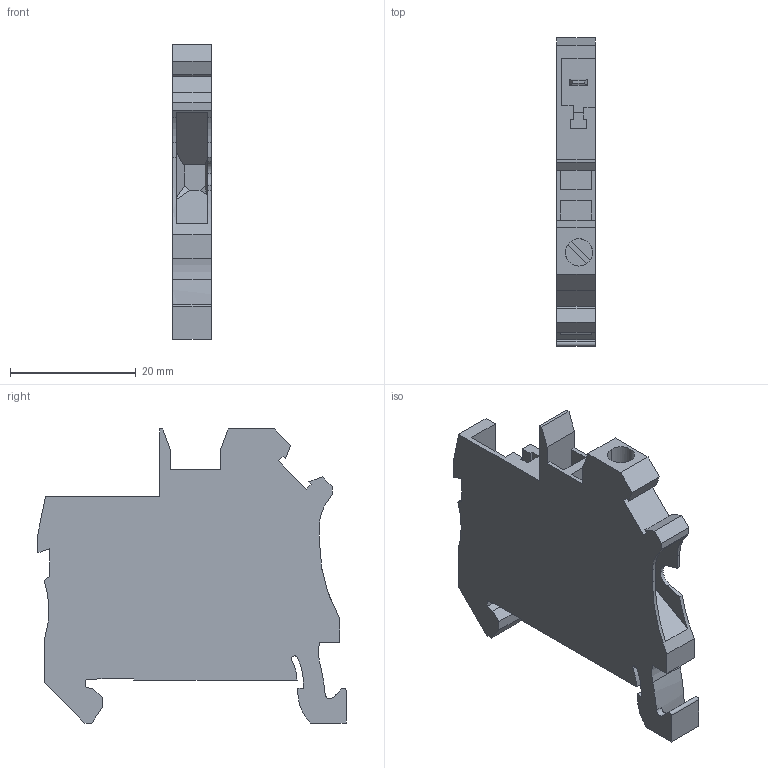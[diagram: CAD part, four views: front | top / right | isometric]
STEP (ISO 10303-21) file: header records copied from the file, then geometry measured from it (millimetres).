
FILE_DESCRIPTION(('Creo Elements/Direct Modeling STEP Export'),'2;1');
FILE_NAME('model.stp','2019-01-25T14:07:34',(''),(''),'Creo Elements/Direct Modeling STEP processor for AP214 (Solid Model)','Creo Elements/Direct Modeling 18.1I 14-Aug-2016 (C) Parametric Technology GmbH','');
FILE_SCHEMA(('AUTOMOTIVE_DESIGN { 1 0 10303 214 1 1 1 1 }'));
Length unit declared in the file: millimetre
Products named in the file (2): UT_4_1P-select
Assembly tree (1 placements, depth 2):
  UT_4_1P-select
    UT_4_1P-select
Bounding box: 6.15 x 49.1 x 46.85 mm (x, y, z)
Volume: 7940.5 mm3; surface area: 5618.2 mm2
Topology: 1 solids, 1 shells, 124 faces, 354 edges, 234 vertices
Faces by surface type: plane 106, cylinder 18
Entity records: 4988 total; most frequent: ORIENTED_EDGE 708, CARTESIAN_POINT 705, DIRECTION 634, EDGE_CURVE 354, VECTOR 308, LINE 308, VERTEX_POINT 234, AXIS2_PLACEMENT_3D 163
